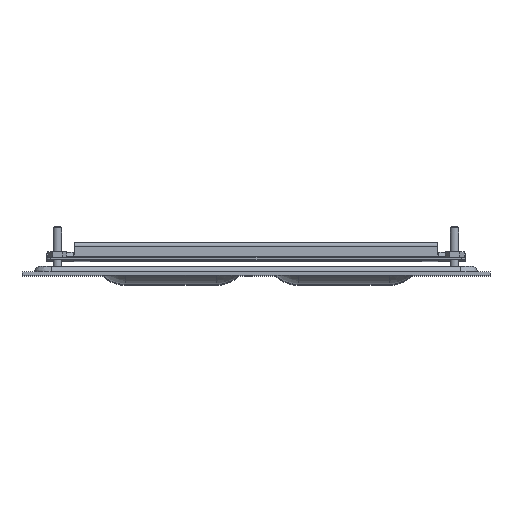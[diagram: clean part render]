
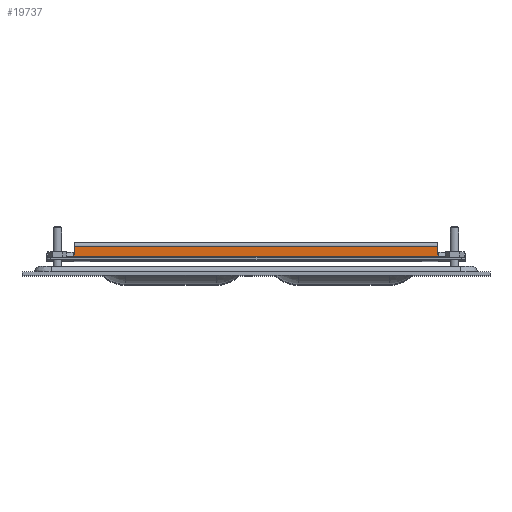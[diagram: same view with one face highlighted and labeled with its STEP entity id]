
A CAD part, top view. The second image highlights one B-rep face of the part: STEP entity #19737.
In plain terms, the highlighted planar face has unit normal (0, 0, 1).
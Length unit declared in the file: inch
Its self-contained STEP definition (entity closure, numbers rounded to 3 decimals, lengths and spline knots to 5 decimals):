
#11 = LINE ( 'NONE', #17453, #29731 ) ;
#894 = DIRECTION ( 'NONE',  ( 0., 1., 0. ) ) ;
#1932 = AXIS2_PLACEMENT_3D ( 'NONE', #16027, #23168, #11604 ) ;
#3130 = CARTESIAN_POINT ( 'NONE',  ( -3.99992, 0.337, 7.4 ) ) ;
#4667 = VECTOR ( 'NONE', #894, 39.37008 ) ;
#8003 = FACE_OUTER_BOUND ( 'NONE', #25641, .T. ) ;
#9163 = VECTOR ( 'NONE', #9421, 39.37008 ) ;
#9421 = DIRECTION ( 'NONE',  ( 0., 1., 0. ) ) ;
#9673 = DIRECTION ( 'NONE',  ( 1., 0., 0. ) ) ;
#11604 = DIRECTION ( 'NONE',  ( 0., -1., 0. ) ) ;
#12259 = VERTEX_POINT ( 'NONE', #25006 ) ;
#12473 = LINE ( 'NONE', #3130, #4667 ) ;
#14189 = CARTESIAN_POINT ( 'NONE',  ( 3.99992, 0.643, 7.4 ) ) ;
#14906 = CARTESIAN_POINT ( 'NONE',  ( -3.99992, 0.643, 7.4 ) ) ;
#15340 = EDGE_CURVE ( 'NONE', #12259, #21182, #20982, .T. ) ;
#16027 = CARTESIAN_POINT ( 'NONE',  ( -3.99992, 0.337, 7.4 ) ) ;
#17453 = CARTESIAN_POINT ( 'NONE',  ( -3.99992, 0.423, 7.4 ) ) ;
#17909 = VERTEX_POINT ( 'NONE', #20678 ) ;
#19142 = CARTESIAN_POINT ( 'NONE',  ( 3.99992, 0.643, 7.4 ) ) ;
#19737 = ADVANCED_FACE ( 'NONE', ( #8003 ), #22398, .F. ) ;
#20034 = ORIENTED_EDGE ( 'NONE', *, *, #29459, .F. ) ;
#20609 = VERTEX_POINT ( 'NONE', #21424 ) ;
#20678 = CARTESIAN_POINT ( 'NONE',  ( -3.99992, 0.423, 7.4 ) ) ;
#20709 = ORIENTED_EDGE ( 'NONE', *, *, #29437, .F. ) ;
#20982 = LINE ( 'NONE', #14189, #9163 ) ;
#21182 = VERTEX_POINT ( 'NONE', #19142 ) ;
#21424 = CARTESIAN_POINT ( 'NONE',  ( -3.99992, 0.643, 7.4 ) ) ;
#21862 = LINE ( 'NONE', #14906, #23096 ) ;
#22398 = PLANE ( 'NONE',  #1932 ) ;
#23096 = VECTOR ( 'NONE', #9673, 39.37008 ) ;
#23168 = DIRECTION ( 'NONE',  ( 0., 0., -1. ) ) ;
#24623 = ORIENTED_EDGE ( 'NONE', *, *, #26557, .F. ) ;
#25006 = CARTESIAN_POINT ( 'NONE',  ( 3.99992, 0.423, 7.4 ) ) ;
#25335 = ORIENTED_EDGE ( 'NONE', *, *, #15340, .T. ) ;
#25641 = EDGE_LOOP ( 'NONE', ( #20034, #24623, #20709, #25335 ) ) ;
#26557 = EDGE_CURVE ( 'NONE', #17909, #20609, #12473, .T. ) ;
#26985 = DIRECTION ( 'NONE',  ( -1., 0., 0. ) ) ;
#29437 = EDGE_CURVE ( 'NONE', #12259, #17909, #11, .T. ) ;
#29459 = EDGE_CURVE ( 'NONE', #20609, #21182, #21862, .T. ) ;
#29731 = VECTOR ( 'NONE', #26985, 39.37008 ) ;
